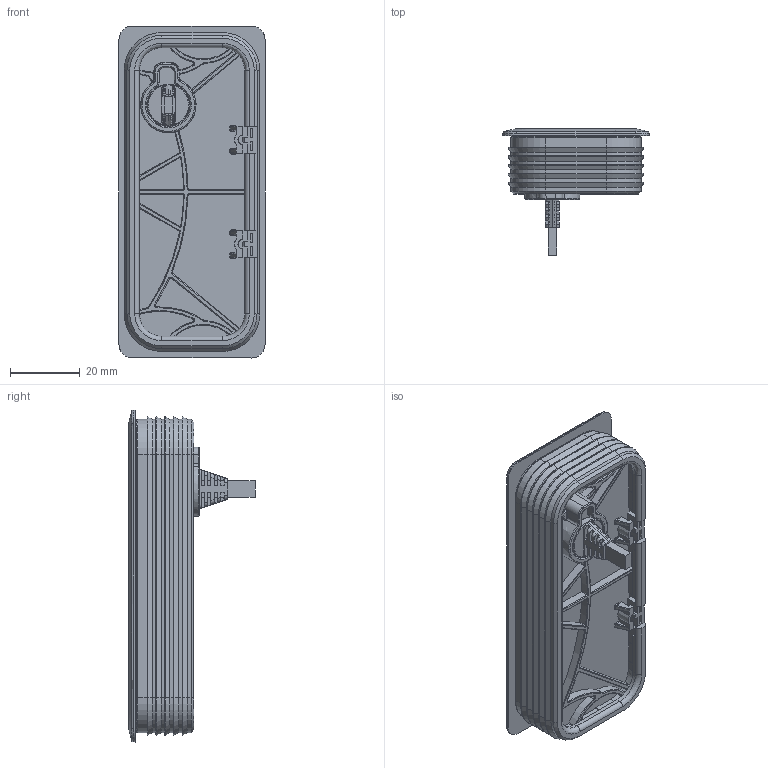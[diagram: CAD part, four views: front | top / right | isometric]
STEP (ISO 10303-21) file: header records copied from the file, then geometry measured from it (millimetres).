
FILE_DESCRIPTION (( 'STEP AP203' ), '1' );
FILE_NAME ('TOUCH-IL-MDF-2M2-LD.STEP', '2018-07-24T11:15:41', ( 'admin' ), ( 'Hewlett-Packard Company' ), 'SwSTEP 2.0', 'SolidWorks 2016', '' );
FILE_SCHEMA (( 'CONFIG_CONTROL_DESIGN' ));
Products named in the file (1): TOUCH-IL-MDF-2M2-LD
Bounding box: 42 x 36.3 x 95.4 mm (x, y, z)
Volume: 49421.4 mm3; surface area: 18815.1 mm2
Topology: 1 solids, 2 shells, 883 faces, 2355 edges, 1475 vertices
Faces by surface type: plane 398, bspline 232, cylinder 183, cone 70
Entity records: 38888 total; most frequent: CARTESIAN_POINT 18646, ORIENTED_EDGE 4692, DIRECTION 3645, EDGE_CURVE 2346, VERTEX_POINT 1475, VECTOR 1315, LINE 1315, AXIS2_PLACEMENT_3D 1165
